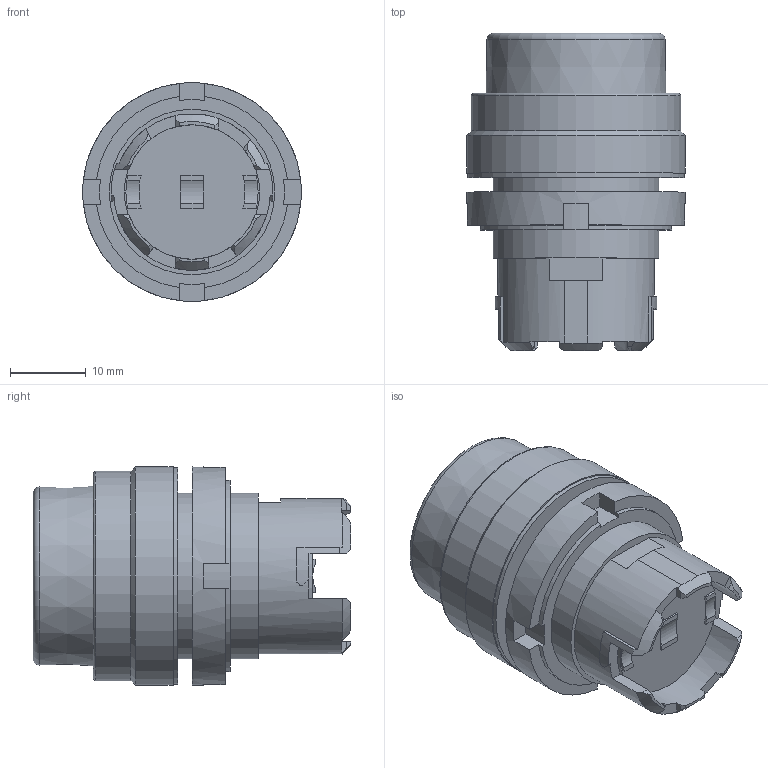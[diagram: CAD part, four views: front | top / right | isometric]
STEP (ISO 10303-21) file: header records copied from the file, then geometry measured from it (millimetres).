
FILE_DESCRIPTION( ( 'Unknown' ), '1' );
FILE_NAME( 'A204B-A2Ex-Solid3D-20180706.stp', 'Unknown', ( 'Unknown' ), ( 'Unknown' ), 'XStep 1.0', 'Unknown', ' ' );
FILE_SCHEMA( ( 'automotive_design' ) );
Length unit declared in the file: millimetre
Products named in the file (1): BA20LU16U4-A20L面框(U4)10.5mm_20140828
Bounding box: 28.8 x 41.81 x 28.8 mm (x, y, z)
Volume: 18233.6 mm3; surface area: 5218.3 mm2
Topology: 1 solids, 1 shells, 145 faces, 389 edges, 256 vertices
Faces by surface type: plane 98, cylinder 36, cone 8, torus 3
Full cylindrical faces by diameter (mm): 21.801 x2, 27.6 x1, 28.5 x1, 28.8 x2
Entity records: 5687 total; most frequent: CARTESIAN_POINT 885, DIRECTION 771, ORIENTED_EDGE 746, EDGE_CURVE 373, AXIS2_PLACEMENT_3D 285, VERTEX_POINT 251, LINE 201, VECTOR 201
